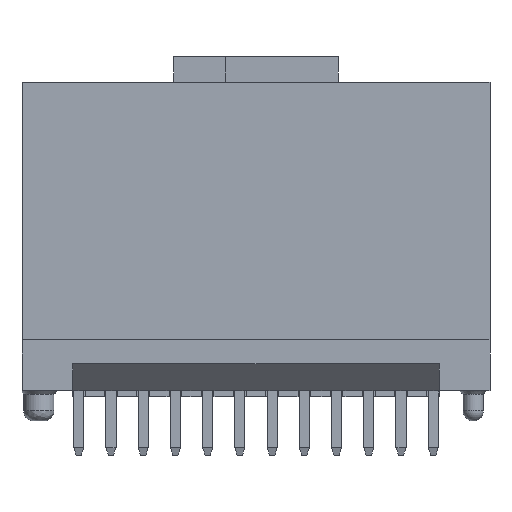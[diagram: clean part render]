
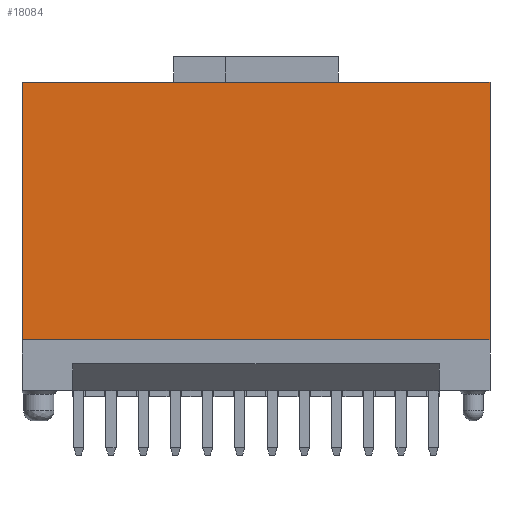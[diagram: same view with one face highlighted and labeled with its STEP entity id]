
A CAD part, front view. The second image highlights one B-rep face of the part: STEP entity #18084.
In plain terms, the highlighted face is planar.
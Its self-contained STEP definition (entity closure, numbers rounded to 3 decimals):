
#14123=CARTESIAN_POINT('',(-12.395,-4.375,2.8));
#14124=VERTEX_POINT('',#14123);
#14141=CARTESIAN_POINT('',(6.045,-4.375,2.8));
#14142=VERTEX_POINT('',#14141);
#14149=CARTESIAN_POINT('',(6.045,-4.375,2.8));
#14150=DIRECTION('',(-1.,0.,0.));
#14151=VECTOR('',#14150,18.44);
#14152=LINE('',#14149,#14151);
#14153=EDGE_CURVE('',#14142,#14124,#14152,.T.);
#17899=CARTESIAN_POINT('',(-12.395,5.775,2.8));
#17900=VERTEX_POINT('',#17899);
#17901=CARTESIAN_POINT('',(-12.395,-4.375,2.8));
#17902=DIRECTION('',(0.,1.,0.));
#17903=VECTOR('',#17902,10.15);
#17904=LINE('',#17901,#17903);
#17905=EDGE_CURVE('',#14124,#17900,#17904,.T.);
#18050=CARTESIAN_POINT('',(6.045,5.775,2.8));
#18051=VERTEX_POINT('',#18050);
#18058=CARTESIAN_POINT('',(6.045,5.775,2.8));
#18059=DIRECTION('',(0.,-1.,0.));
#18060=VECTOR('',#18059,10.15);
#18061=LINE('',#18058,#18060);
#18062=EDGE_CURVE('',#18051,#14142,#18061,.T.);
#18068=CARTESIAN_POINT('',(-3.175,0.7,2.8));
#18069=DIRECTION('',(1.,0.,0.));
#18070=DIRECTION('',(0.,0.,1.));
#18071=AXIS2_PLACEMENT_3D('',#18068,#18070,#18069);
#18072=PLANE('',#18071);
#18073=ORIENTED_EDGE('',*,*,#14153,.F.);
#18074=ORIENTED_EDGE('',*,*,#18062,.F.);
#18075=CARTESIAN_POINT('',(6.045,5.775,2.8));
#18076=DIRECTION('',(-1.,0.,0.));
#18077=VECTOR('',#18076,18.44);
#18078=LINE('',#18075,#18077);
#18079=EDGE_CURVE('',#18051,#17900,#18078,.T.);
#18080=ORIENTED_EDGE('',*,*,#18079,.T.);
#18081=ORIENTED_EDGE('',*,*,#17905,.F.);
#18082=EDGE_LOOP('',(#18073,#18074,#18080,#18081));
#18083=FACE_OUTER_BOUND('',#18082,.T.);
#18084=ADVANCED_FACE('',(#18083),#18072,.T.);
